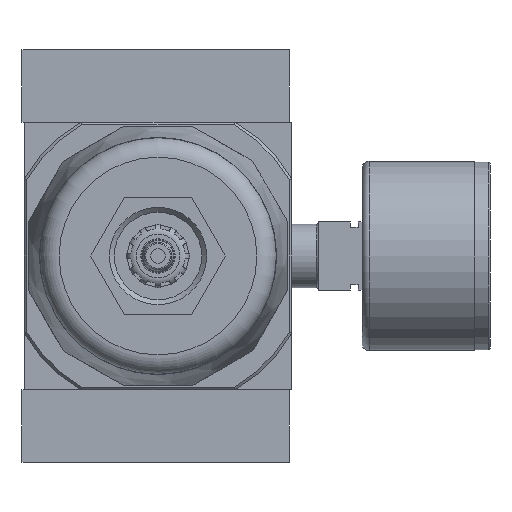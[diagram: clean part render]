
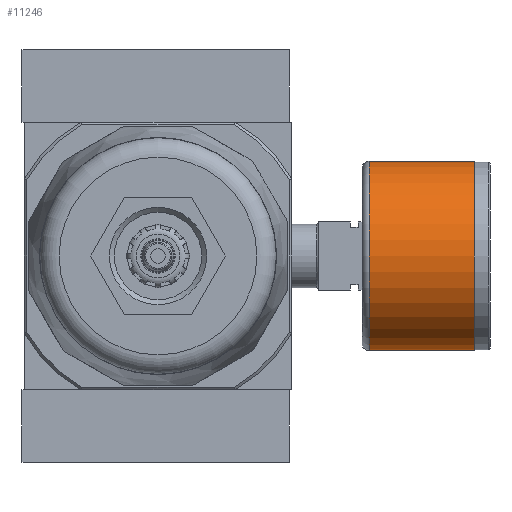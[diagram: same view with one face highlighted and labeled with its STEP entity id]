
A CAD part, front view. The second image highlights one B-rep face of the part: STEP entity #11246.
In plain terms, the highlighted cylindrical face has radius 19.5 mm (diameter 39 mm), a full revolution.
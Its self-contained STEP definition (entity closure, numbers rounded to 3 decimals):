
#1900=CIRCLE('',#12120,19.5);
#1901=CIRCLE('',#12122,19.5);
#3731=ORIENTED_EDGE('',*,*,#5498,.F.);
#3732=ORIENTED_EDGE('',*,*,#5499,.T.);
#5498=EDGE_CURVE('',#6525,#6525,#1900,.T.);
#5499=EDGE_CURVE('',#6526,#6526,#1901,.T.);
#6525=VERTEX_POINT('',#17844);
#6526=VERTEX_POINT('',#17847);
#7518=EDGE_LOOP('',(#3731));
#7519=EDGE_LOOP('',(#3732));
#8251=FACE_BOUND('',#7518,.T.);
#8252=FACE_BOUND('',#7519,.T.);
#8651=CYLINDRICAL_SURFACE('',#12121,19.5);
#11246=ADVANCED_FACE('',(#8251,#8252),#8651,.T.);
#12120=AXIS2_PLACEMENT_3D('',#17843,#14100,#14101);
#12121=AXIS2_PLACEMENT_3D('',#17845,#14102,#14103);
#12122=AXIS2_PLACEMENT_3D('',#17846,#14104,#14105);
#14100=DIRECTION('',(1.,0.,0.));
#14101=DIRECTION('',(0.,0.,-1.));
#14102=DIRECTION('',(1.,0.,0.));
#14103=DIRECTION('',(0.,0.,-1.));
#14104=DIRECTION('',(1.,0.,0.));
#14105=DIRECTION('',(0.,0.,-1.));
#17843=CARTESIAN_POINT('',(-3.2,0.,0.));
#17844=CARTESIAN_POINT('',(-3.2,0.,-19.5));
#17845=CARTESIAN_POINT('',(0.,0.,0.));
#17846=CARTESIAN_POINT('',(-24.85,0.,0.));
#17847=CARTESIAN_POINT('',(-24.85,0.,-19.5));
